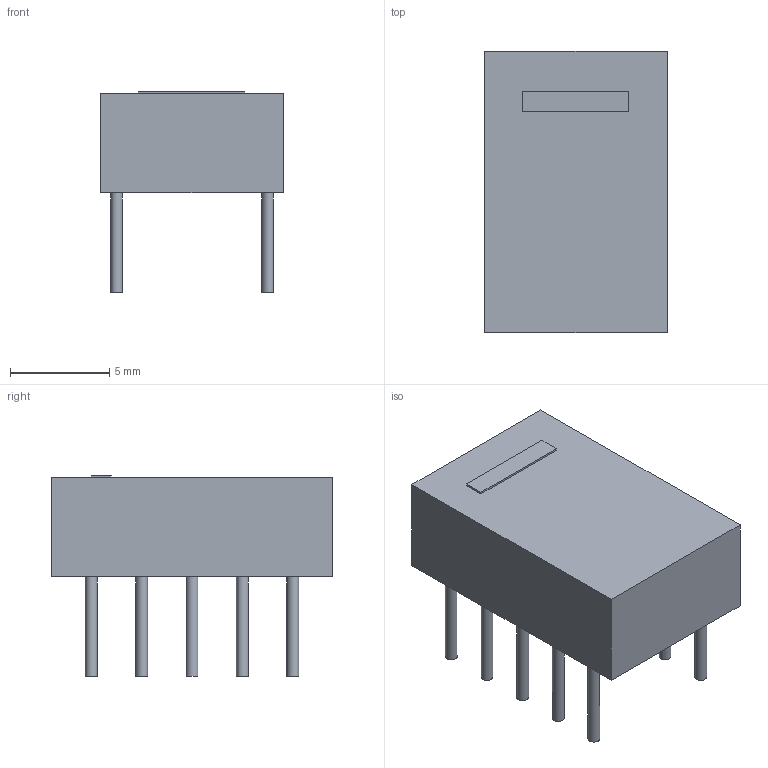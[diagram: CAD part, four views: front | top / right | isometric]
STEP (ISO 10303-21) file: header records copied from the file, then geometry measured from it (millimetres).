
FILE_DESCRIPTION(('FreeCAD Model'),'2;1');
FILE_NAME('Fusion2.step','2018-12-27T13:58:15',(''),(''), 'Open CASCADE STEP processor 7.2','FreeCAD','Unknown');
FILE_SCHEMA(('AUTOMOTIVE_DESIGN { 1 0 10303 214 1 1 1 1 }'));
Length unit declared in the file: millimetre
Products named in the file (103): Fusion; ASSEMBLY_cp101; ASSEMBLY_cp; ASSEMBLY_cp001; ASSEMBLY_cp002; ASSEMBLY_cp003; ASSEMBLY_cp004; ASSEMBLY_cp005; ASSEMBLY_cp006; ASSEMBLY_cp007; ASSEMBLY_cp008; ASSEMBLY_cp009; ASSEMBLY_cp010; ASSEMBLY_cp011; ASSEMBLY_cp012; ASSEMBLY_cp013; ASSEMBLY_cp014; ASSEMBLY_cp015; ASSEMBLY_cp016; ASSEMBLY_cp017; ASSEMBLY_cp018; ASSEMBLY_cp019; ASSEMBLY_cp020; ASSEMBLY_cp021; ASSEMBLY_cp022; ASSEMBLY_cp023; ASSEMBLY_cp024; ASSEMBLY_cp025; ASSEMBLY_cp026; ASSEMBLY_cp027; ASSEMBLY_cp028; ASSEMBLY_cp029; ASSEMBLY_cp030; ASSEMBLY_cp031; ASSEMBLY_cp032; ASSEMBLY_cp033; ASSEMBLY_cp034; ASSEMBLY_cp035; ASSEMBLY_cp036; ASSEMBLY_cp037 ...
Assembly tree (101 placements, depth 2):
  Fusion
  ASSEMBLY_cp101
    ASSEMBLY_cp
    ASSEMBLY_cp001
    ASSEMBLY_cp002
    ASSEMBLY_cp003
    ASSEMBLY_cp004
    ASSEMBLY_cp005
    ASSEMBLY_cp006
    ASSEMBLY_cp007
    ASSEMBLY_cp008
    ASSEMBLY_cp009
    ASSEMBLY_cp010
    ASSEMBLY_cp011
    ASSEMBLY_cp012
    ASSEMBLY_cp013
    ASSEMBLY_cp014
    ASSEMBLY_cp015
    ASSEMBLY_cp016
    ASSEMBLY_cp017
    ASSEMBLY_cp018
    ASSEMBLY_cp019
    ASSEMBLY_cp020
    ASSEMBLY_cp021
    ASSEMBLY_cp022
    ASSEMBLY_cp023
    ASSEMBLY_cp024
    ASSEMBLY_cp025
    ASSEMBLY_cp026
    ASSEMBLY_cp027
    ASSEMBLY_cp028
    ASSEMBLY_cp029
    ASSEMBLY_cp030
    ASSEMBLY_cp031
    ASSEMBLY_cp032
    ASSEMBLY_cp033
    ASSEMBLY_cp034
    ASSEMBLY_cp035
    ASSEMBLY_cp036
    ASSEMBLY_cp037
    ASSEMBLY_cp038
    ASSEMBLY_cp039
    ASSEMBLY_cp040
    ASSEMBLY_cp041
    ASSEMBLY_cp042
    ASSEMBLY_cp043
    ASSEMBLY_cp044
    ASSEMBLY_cp045
    ASSEMBLY_cp046
    ASSEMBLY_cp047
    ASSEMBLY_cp048
    ASSEMBLY_cp049
    ASSEMBLY_cp050
    ASSEMBLY_cp051
    ASSEMBLY_cp052
    ASSEMBLY_cp053
    ASSEMBLY_cp054
    ASSEMBLY_cp055
    ASSEMBLY_cp056
    ASSEMBLY_cp057
Bounding box: 9.2 x 14.2 x 10.1 mm (x, y, z)
Volume: 795.1 mm3; surface area: 1506.6 mm2
Topology: 102 solids, 102 shells, 312 faces, 324 edges, 216 vertices
Faces by surface type: plane 212, cylinder 100
Full cylindrical faces by diameter (mm): 0.6 x100
Entity records: 9733 total; most frequent: DIRECTION 1352, CARTESIAN_POINT 954, ORIENTED_EDGE 648, AXIS2_PLACEMENT_3D 614, EDGE_CURVE 324, ADVANCED_FACE 312, FACE_BOUND 312, EDGE_LOOP 312
